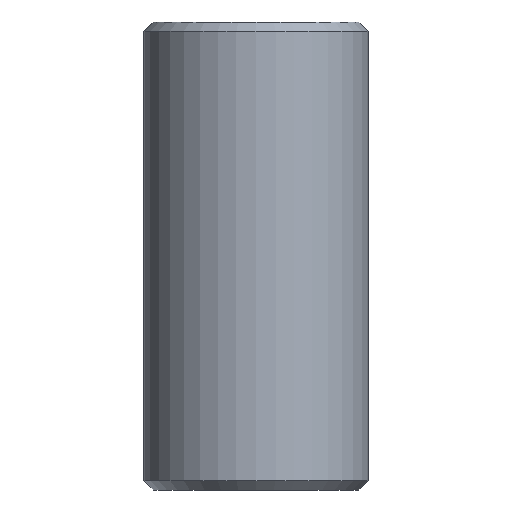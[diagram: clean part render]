
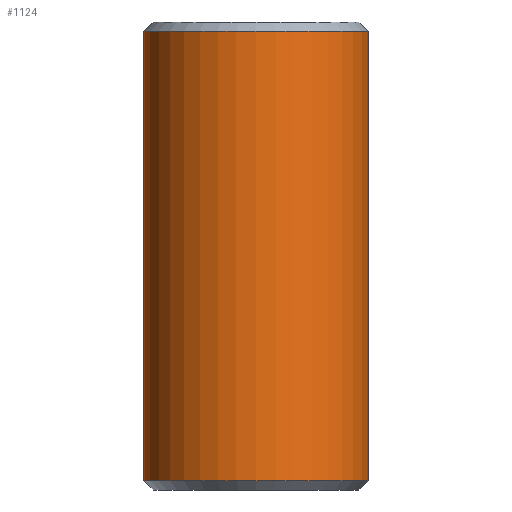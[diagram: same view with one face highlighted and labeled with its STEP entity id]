
A CAD part, front view. The second image highlights one B-rep face of the part: STEP entity #1124.
In plain terms, the highlighted cylindrical face has radius 6 mm (diameter 12 mm), a partial arc.
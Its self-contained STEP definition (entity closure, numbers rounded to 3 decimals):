
#56 = VERTEX_POINT ( 'NONE', #1247 ) ;
#135 = VECTOR ( 'NONE', #1076, 1000. ) ;
#193 = VERTEX_POINT ( 'NONE', #1256 ) ;
#252 = EDGE_CURVE ( 'NONE', #800, #193, #868, .T. ) ;
#266 = EDGE_CURVE ( 'NONE', #945, #56, #821, .T. ) ;
#288 = ORIENTED_EDGE ( 'NONE', *, *, #252, .T. ) ;
#293 = EDGE_CURVE ( 'NONE', #193, #56, #546, .T. ) ;
#308 = AXIS2_PLACEMENT_3D ( 'NONE', #920, #696, #694 ) ;
#365 = CIRCLE ( 'NONE', #1157, 6. ) ;
#368 = ORIENTED_EDGE ( 'NONE', *, *, #293, .T. ) ;
#375 = FACE_OUTER_BOUND ( 'NONE', #871, .T. ) ;
#399 = ORIENTED_EDGE ( 'NONE', *, *, #833, .T. ) ;
#401 = CARTESIAN_POINT ( 'NONE',  ( -6., 0., 12. ) ) ;
#423 = CARTESIAN_POINT ( 'NONE',  ( 0., 0., 12. ) ) ;
#425 = DIRECTION ( 'NONE',  ( 0., 0., -1. ) ) ;
#426 = DIRECTION ( 'NONE',  ( 1., 0., 0. ) ) ;
#462 = AXIS2_PLACEMENT_3D ( 'NONE', #1119, #1123, #1092 ) ;
#524 = CARTESIAN_POINT ( 'NONE',  ( 6., 0., 12. ) ) ;
#546 = CIRCLE ( 'NONE', #308, 6. ) ;
#694 = DIRECTION ( 'NONE',  ( 1., 0., 0. ) ) ;
#696 = DIRECTION ( 'NONE',  ( 0., 0., 1. ) ) ;
#800 = VERTEX_POINT ( 'NONE', #401 ) ;
#821 = LINE ( 'NONE', #1187, #135 ) ;
#833 = EDGE_CURVE ( 'NONE', #945, #800, #365, .T. ) ;
#837 = VECTOR ( 'NONE', #1083, 1000. ) ;
#868 = LINE ( 'NONE', #1244, #837 ) ;
#871 = EDGE_LOOP ( 'NONE', ( #1155, #399, #288, #368 ) ) ;
#920 = CARTESIAN_POINT ( 'NONE',  ( 0., 0., -12. ) ) ;
#945 = VERTEX_POINT ( 'NONE', #524 ) ;
#961 = CYLINDRICAL_SURFACE ( 'NONE', #462, 6. ) ;
#1076 = DIRECTION ( 'NONE',  ( 0., 0., -1. ) ) ;
#1083 = DIRECTION ( 'NONE',  ( 0., 0., -1. ) ) ;
#1092 = DIRECTION ( 'NONE',  ( -1., 0., 0. ) ) ;
#1119 = CARTESIAN_POINT ( 'NONE',  ( 0., 0., 12.5 ) ) ;
#1123 = DIRECTION ( 'NONE',  ( 0., 0., -1. ) ) ;
#1124 = ADVANCED_FACE ( 'NONE', ( #375 ), #961, .T. ) ;
#1155 = ORIENTED_EDGE ( 'NONE', *, *, #266, .F. ) ;
#1157 = AXIS2_PLACEMENT_3D ( 'NONE', #423, #425, #426 ) ;
#1187 = CARTESIAN_POINT ( 'NONE',  ( 6., 0., 12.5 ) ) ;
#1244 = CARTESIAN_POINT ( 'NONE',  ( -6., 0., 12.5 ) ) ;
#1247 = CARTESIAN_POINT ( 'NONE',  ( 6., 0., -12. ) ) ;
#1256 = CARTESIAN_POINT ( 'NONE',  ( -6., 0., -12. ) ) ;
